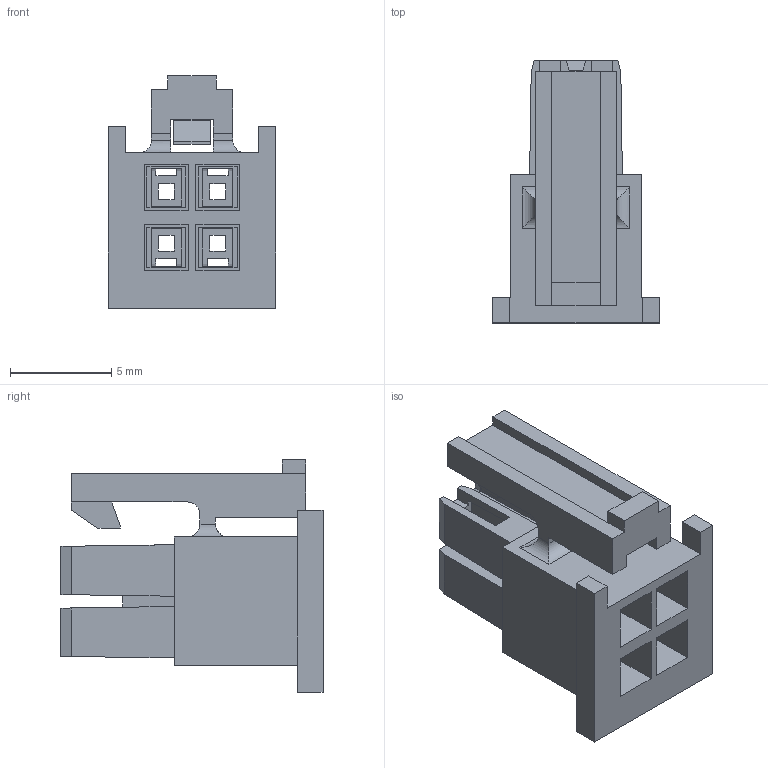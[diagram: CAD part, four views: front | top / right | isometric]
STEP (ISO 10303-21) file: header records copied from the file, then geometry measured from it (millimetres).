
FILE_DESCRIPTION (( 'STEP AP214' ), '1' );
FILE_NAME ('PHOX-CON-C.STEP', '2024-03-25T18:22:34', ( '' ), ( '' ), 'SwSTEP 2.0', 'SolidWorks 2021', '' );
FILE_SCHEMA (( 'AUTOMOTIVE_DESIGN' ));
Length unit declared in the file: inch
Products named in the file (1): PHOX-CON-C
Bounding box: 8.26 x 12.93 x 11.47 mm (x, y, z)
Volume: 323.8 mm3; surface area: 1073.5 mm2
Topology: 1 solids, 1 shells, 214 faces, 615 edges, 408 vertices
Faces by surface type: plane 206, cylinder 8
Entity records: 6935 total; most frequent: CARTESIAN_POINT 1250, ORIENTED_EDGE 1230, DIRECTION 1049, EDGE_CURVE 615, LINE 603, VECTOR 603, VERTEX_POINT 408, EDGE_LOOP 237
